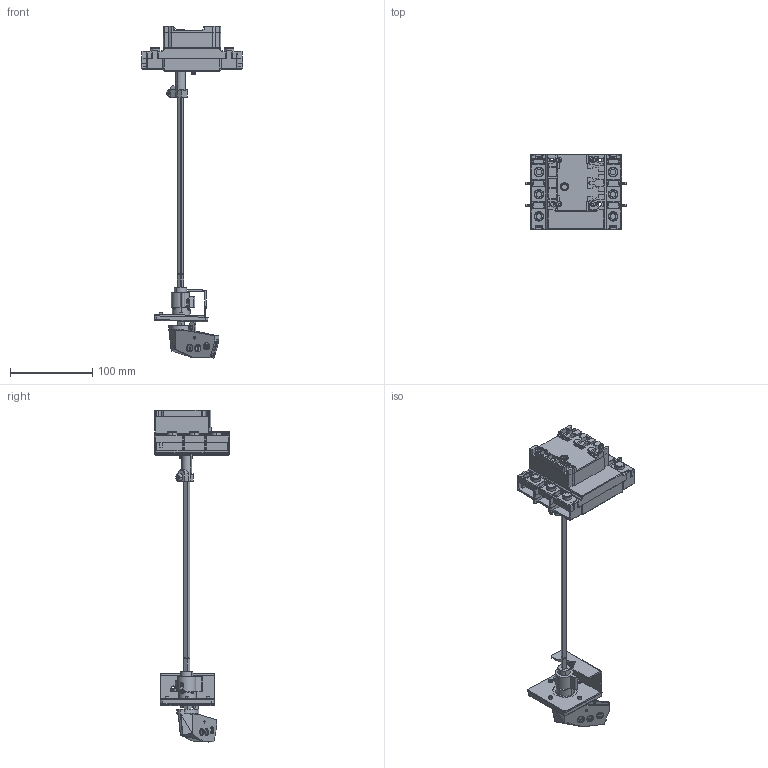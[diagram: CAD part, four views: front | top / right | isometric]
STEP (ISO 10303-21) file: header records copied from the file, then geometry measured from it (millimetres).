
FILE_DESCRIPTION((''),'2;1');
FILE_NAME('HGL-100-3J_ASM','2025-08-15T16:19:59',('Administrator'),(''),'CREO PARAMETRIC BY PTC INC, 2021023','CREO PARAMETRIC BY PTC INC, 2021023','');
FILE_SCHEMA(('CONFIG_CONTROL_DESIGN'));
Products named in the file (51): ADMI43CCC2BDOHXS_1_2_3_4_1_1_1__AF0; ADMI43CCC2BDOHXS_1_2_3_4_2_1_1__AF0; ADMI43CCC2BDOHXS_1_2_3_4_15_1_2_AF0; ADMI43CCC2BDOHXS_1_2_3_4_16_1_2; ADMI43CCC2BDOHXS_1_2_3_4_17_1_2; ADMI43CCC2BDOHXS_1_2_3_4_ASM__2_AF0_ASM; 0001_1_1_1_1_AF0; 0002_1_1_2_1_1; 0002_1_1_2_1_1_AF0; PRT0043_1_1_1_1_AF0; PRT0044_1_1_2_1_1; PRT0045_1_1_1_1_AF0; 00_1-76297_1_1_1_AF0; ADMI43CCC2BDOHX0_ASM_1_ASM_1__2; 1_3_1_1_1_1_1_1_1_AF0; 1_3_2_1_1_1_1_1_1_AF0; 1_3_ASM_1_1_ASM_1_1_ASM_1_ASM_1_AF0_ASM; TANHUANG55_1_1_1_1_1_1_1_AF0; TANHUANGZHICHI4_1_1_1_1_1_1_1_AF0; TANHUANGZHAUNGPEI_ASM_2_ASM_1_3_AF0_ASM; ZHAUNZHOUZHICHI_1_1_1_1_1_1_1_AF0; SHOUBING3_11_ASM_1_1_1_1_1_1; GL-63-4_ASM_1_ASM_1_1_ASM_1_1_A_AF0_ASM; HGL-63-4_ASM_1_1_ASM_1_1_ASM_1__AF0_ASM; JIGOU2_ASM_1_1_ASM_1_ASM_1_AF0_ASM; HGL-100-3_ASM_1_1_ASM_1_ASM_1_AF0_ASM; 0005_2_1_1_1_1_1; 250MM0001_1_1_1_1_1_1; 000_2_1_1_1_1_1; HGL-63-1000001_7_1_1_1_1_1; PRT0040_1_1_1_1_1_1; 000_1-86751_1_1_1_1_1; PRT0041_1_1_1_1_1_1; 0002_1_1_1_1_1_1_1; 13MM0001_1_1_1_1_1_1; 0003_1_1_1_1_1_1; _SFHS-M4-L80001_1_1_1_1_1_1; 000_ASM_2_ASM_1_1_ASM_1_ASM_1_ASM; PRT0044_1_1_1_1_1_1_1; 000_1-100831_1_1_1_1_1 ...
Assembly tree (52 placements, depth 10):
  HGL-100-3J_ASM
    1_ASM_1_AF0_ASM
      ASM0006_ASM_1_ASM_1_AF0_ASM
        HGL-100-3_ASM_1_1_ASM_1_ASM_1_AF0_ASM
          ADMI43CCC2BDOHXS_1_2_3_4_ASM__2_AF0_ASM
            ADMI43CCC2BDOHXS_1_2_3_4_1_1_1__AF0
            ADMI43CCC2BDOHXS_1_2_3_4_2_1_1__AF0
            ADMI43CCC2BDOHXS_1_2_3_4_15_1_2_AF0
            ADMI43CCC2BDOHXS_1_2_3_4_16_1_2
            ADMI43CCC2BDOHXS_1_2_3_4_17_1_2
          0001_1_1_1_1_AF0
          0002_1_1_2_1_1
          0002_1_1_2_1_1_AF0
          PRT0043_1_1_1_1_AF0
          PRT0044_1_1_2_1_1
          PRT0045_1_1_1_1_AF0
          00_1-76297_1_1_1_AF0
          JIGOU2_ASM_1_1_ASM_1_ASM_1_AF0_ASM
            HGL-63-4_ASM_1_1_ASM_1_1_ASM_1__AF0_ASM
              GL-63-4_ASM_1_ASM_1_1_ASM_1_1_A_AF0_ASM
                ADMI43CCC2BDOHX0_ASM_1_ASM_1__2
                TANHUANGZHAUNGPEI_ASM_2_ASM_1_3_AF0_ASM
                  1_3_ASM_1_1_ASM_1_1_ASM_1_ASM_1_AF0_ASM
                  TANHUANG55_1_1_1_1_1_1_1_AF0
                  TANHUANGZHICHI4_1_1_1_1_1_1_1_AF0
                ZHAUNZHOUZHICHI_1_1_1_1_1_1_1_AF0
                SHOUBING3_11_ASM_1_1_1_1_1_1
        ASM0007_ASM_1_ASM_1_ASM
          HGL-100-4J250MM_2025_7_12_ASM_5_ASM
            HGL-100-4_ASM_1_ASM_1_1_ASM_1_A_ASM
              0005_2_1_1_1_1_1
              250MM0001_1_1_1_1_1_1
              000_2_1_1_1_1_1
              000_ASM_2_ASM_1_1_ASM_1_ASM_1_ASM
                HGL-63-1000001_7_1_1_1_1_1
                PRT0040_1_1_1_1_1_1
                000_1-86751_1_1_1_1_1
                PRT0041_1_1_1_1_1_1
                0002_1_1_1_1_1_1_1
                13MM0001_1_1_1_1_1_1
                0003_1_1_1_1_1_1
                _SFHS-M4-L80001_1_1_1_1_1_1  x3
              PRT0044_1_1_1_1_1_1_1
              000_1-100831_1_1_1_1_1
              ZHIDONGJAN_ASM_1_ASM_1_1_ASM_1__ASM
                ZHIDONGJIAN2_1_ASM_1_1_ASM_1__5_ASM
                  ZHIDONGJIAN2_1_1_1_1_1_1_1_1__5
                  ZHIDONGJIAN2_1_2_1_1_1_1_1_1__5
              0008_1_1_1_1_1_1
Bounding box: 123 x 90.87 x 404.22 mm (x, y, z)
Volume: 179336.5 mm3; surface area: 165303.5 mm2
Topology: 42 solids, 42 shells, 2377 faces, 6487 edges, 4222 vertices
Faces by surface type: plane 1464, cylinder 631, torus 105, cone 72, bspline 62, sphere 43
Entity records: 76777 total; most frequent: CARTESIAN_POINT 17055, ORIENTED_EDGE 12502, DIRECTION 12027, EDGE_CURVE 6251, VECTOR 4307, LINE 4307, VERTEX_POINT 4094, AXIS2_PLACEMENT_3D 3860
